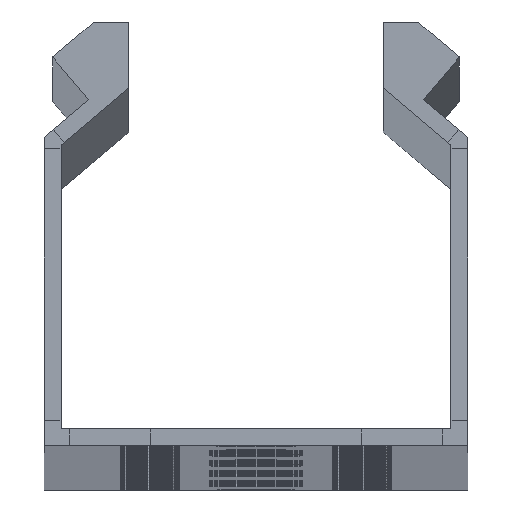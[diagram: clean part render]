
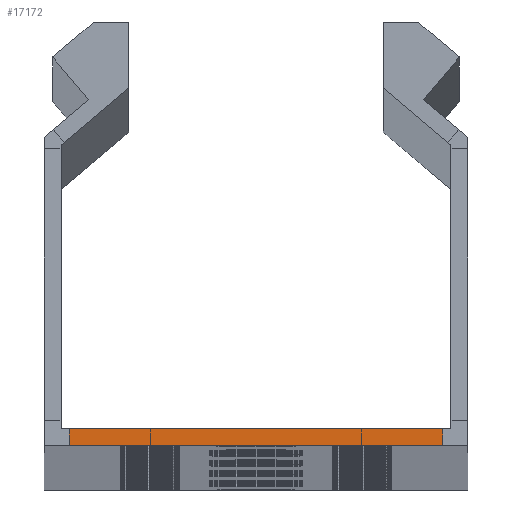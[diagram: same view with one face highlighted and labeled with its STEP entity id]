
A CAD part, top view. The second image highlights one B-rep face of the part: STEP entity #17172.
In plain terms, the highlighted planar face has unit normal (0, 0, 1).
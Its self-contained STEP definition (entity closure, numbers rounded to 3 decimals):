
#631 = ORIENTED_EDGE ( 'NONE', *, *, #45312, .T. ) ;
#4938 = CARTESIAN_POINT ( 'NONE',  ( 23., 3., 1500. ) ) ;
#6330 = CARTESIAN_POINT ( 'NONE',  ( -22., 2., 1500. ) ) ;
#6572 = CARTESIAN_POINT ( 'NONE',  ( 22., 2., 1500. ) ) ;
#6684 = LINE ( 'NONE', #40822, #44315 ) ;
#6799 = CARTESIAN_POINT ( 'NONE',  ( 22., 0., 1500. ) ) ;
#7691 = AXIS2_PLACEMENT_3D ( 'NONE', #4938, #30030, #19037 ) ;
#8140 = ORIENTED_EDGE ( 'NONE', *, *, #19997, .F. ) ;
#8517 = EDGE_CURVE ( 'NONE', #25717, #34192, #24552, .T. ) ;
#8796 = DIRECTION ( 'NONE',  ( 0., 1., 0. ) ) ;
#12314 = ORIENTED_EDGE ( 'NONE', *, *, #8517, .T. ) ;
#12430 = VECTOR ( 'NONE', #31484, 1000. ) ;
#13515 = DIRECTION ( 'NONE',  ( 0., -1., 0. ) ) ;
#15200 = LINE ( 'NONE', #6330, #38820 ) ;
#17172 = ADVANCED_FACE ( 'NONE', ( #31779 ), #44787, .T. ) ;
#19037 = DIRECTION ( 'NONE',  ( 1., 0., 0. ) ) ;
#19997 = EDGE_CURVE ( 'NONE', #33433, #39414, #31572, .T. ) ;
#24552 = LINE ( 'NONE', #35984, #28486 ) ;
#25717 = VERTEX_POINT ( 'NONE', #6572 ) ;
#28347 = ORIENTED_EDGE ( 'NONE', *, *, #38100, .T. ) ;
#28486 = VECTOR ( 'NONE', #43186, 1000. ) ;
#28599 = CARTESIAN_POINT ( 'NONE',  ( -22., 0., 1500. ) ) ;
#30030 = DIRECTION ( 'NONE',  ( 0., 0., 1. ) ) ;
#31484 = DIRECTION ( 'NONE',  ( -1., 0., 0. ) ) ;
#31572 = LINE ( 'NONE', #42456, #12430 ) ;
#31779 = FACE_OUTER_BOUND ( 'NONE', #37344, .T. ) ;
#33377 = CARTESIAN_POINT ( 'NONE',  ( -22., 2., 1500. ) ) ;
#33433 = VERTEX_POINT ( 'NONE', #6799 ) ;
#34192 = VERTEX_POINT ( 'NONE', #33377 ) ;
#35984 = CARTESIAN_POINT ( 'NONE',  ( -25., 2., 1500. ) ) ;
#37344 = EDGE_LOOP ( 'NONE', ( #8140, #631, #12314, #28347 ) ) ;
#38100 = EDGE_CURVE ( 'NONE', #34192, #39414, #15200, .T. ) ;
#38820 = VECTOR ( 'NONE', #13515, 1000. ) ;
#39414 = VERTEX_POINT ( 'NONE', #28599 ) ;
#40822 = CARTESIAN_POINT ( 'NONE',  ( 22., 0., 1500. ) ) ;
#42456 = CARTESIAN_POINT ( 'NONE',  ( -25., 0., 1500. ) ) ;
#43186 = DIRECTION ( 'NONE',  ( -1., 0., 0. ) ) ;
#44315 = VECTOR ( 'NONE', #8796, 1000. ) ;
#44787 = PLANE ( 'NONE',  #7691 ) ;
#45312 = EDGE_CURVE ( 'NONE', #33433, #25717, #6684, .T. ) ;
